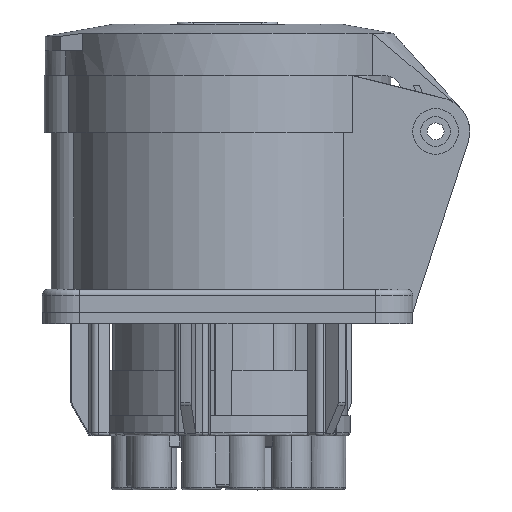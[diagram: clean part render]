
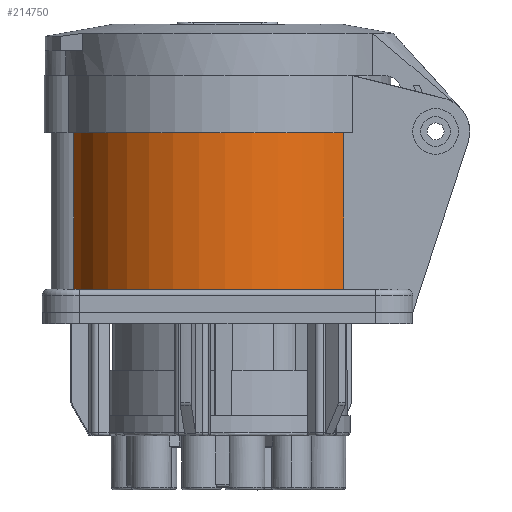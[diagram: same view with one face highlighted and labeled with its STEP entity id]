
A CAD part, front view. The second image highlights one B-rep face of the part: STEP entity #214750.
In plain terms, the highlighted cylindrical face has radius 27.45 mm (diameter 54.9 mm), a partial arc.
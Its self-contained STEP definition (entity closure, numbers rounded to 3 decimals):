
#208080=CARTESIAN_POINT('',(72.37,32.6,4.));
#208090=VERTEX_POINT('',#208080);
#208940=CARTESIAN_POINT('',(52.,51.,4.));
#208950=DIRECTION('',(0.,0.,1.));
#208960=DIRECTION('',(-1.,0.,0.));
#208970=AXIS2_PLACEMENT_3D('',#208940,#208950,#208960);
#208980=CIRCLE('',#208970,27.45);
#209080=CARTESIAN_POINT('',(25.066,45.704,4.));
#209090=VERTEX_POINT('',#209080);
#209120=EDGE_CURVE('',#209090,#208090,#208980,.T.);
#213870=CARTESIAN_POINT('',(72.37,32.6,31.5));
#213880=VERTEX_POINT('',#213870);
#213910=CARTESIAN_POINT('',(52.,51.,31.5));
#213920=DIRECTION('',(0.,0.,1.));
#213930=DIRECTION('',(-1.,0.,0.));
#213940=AXIS2_PLACEMENT_3D('',#213910,#213920,#213930);
#213950=CIRCLE('',#213940,27.45);
#213960=CARTESIAN_POINT('',(25.066,45.704,31.5));
#213970=VERTEX_POINT('',#213960);
#213980=EDGE_CURVE('',#213970,#213880,#213950,.T.);
#214350=CARTESIAN_POINT('',(25.066,45.704,4.));
#214360=DIRECTION('',(0.,0.,1.));
#214370=VECTOR('',#214360,1.);
#214380=LINE('',#214350,#214370);
#214390=EDGE_CURVE('',#209090,#213970,#214380,.T.);
#214590=CARTESIAN_POINT('',(52.,51.,4.));
#214600=DIRECTION('',(0.,0.,1.));
#214610=DIRECTION('',(-1.,0.,0.));
#214620=AXIS2_PLACEMENT_3D('',#214590,#214600,#214610);
#214630=CYLINDRICAL_SURFACE('',#214620,27.45);
#214640=ORIENTED_EDGE('',*,*,#213980,.F.);
#214650=CARTESIAN_POINT('',(72.37,32.6,4.));
#214660=DIRECTION('',(0.,0.,1.));
#214670=VECTOR('',#214660,1.);
#214680=LINE('',#214650,#214670);
#214690=EDGE_CURVE('',#208090,#213880,#214680,.T.);
#214700=ORIENTED_EDGE('',*,*,#214690,.T.);
#214710=ORIENTED_EDGE('',*,*,#209120,.T.);
#214720=ORIENTED_EDGE('',*,*,#214390,.F.);
#214730=EDGE_LOOP('',(#214720,#214710,#214700,#214640));
#214740=FACE_OUTER_BOUND('',#214730,.T.);
#214750=ADVANCED_FACE('',(#214740),#214630,.T.);
